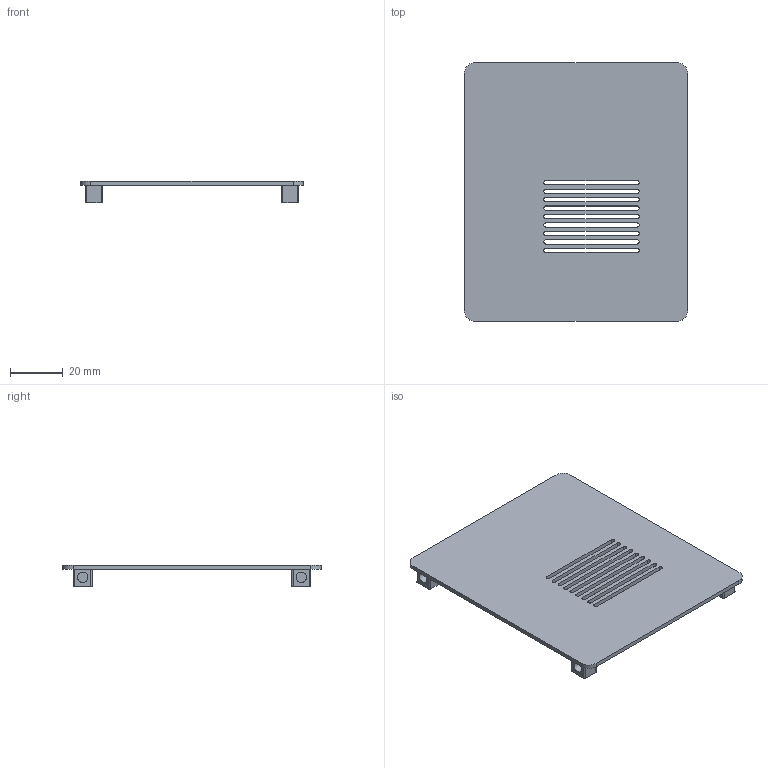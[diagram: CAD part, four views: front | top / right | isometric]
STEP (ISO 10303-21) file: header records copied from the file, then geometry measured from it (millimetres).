
FILE_DESCRIPTION(('FreeCAD Model'),'2;1');
FILE_NAME('Open CASCADE Shape Model','2024-04-15T01:43:56',(''),(''), 'Open CASCADE STEP processor 7.6','Ondsel','Unknown');
FILE_SCHEMA(('AUTOMOTIVE_DESIGN { 1 0 10303 214 1 1 1 1 }'));
Length unit declared in the file: millimetre
Products named in the file (1): Lid
Bounding box: 84.5 x 98 x 8.2 mm (x, y, z)
Volume: 13400.2 mm3; surface area: 18101 mm2
Topology: 1 solids, 1 shells, 90 faces, 240 edges, 160 vertices
Faces by surface type: plane 48, cylinder 42
Full cylindrical faces by diameter (mm): 4 x4
Entity records: 2886 total; most frequent: DIRECTION 506, CARTESIAN_POINT 491, ORIENTED_EDGE 480, EDGE_CURVE 240, AXIS2_PLACEMENT_3D 175, VERTEX_POINT 160, LINE 156, VECTOR 156
